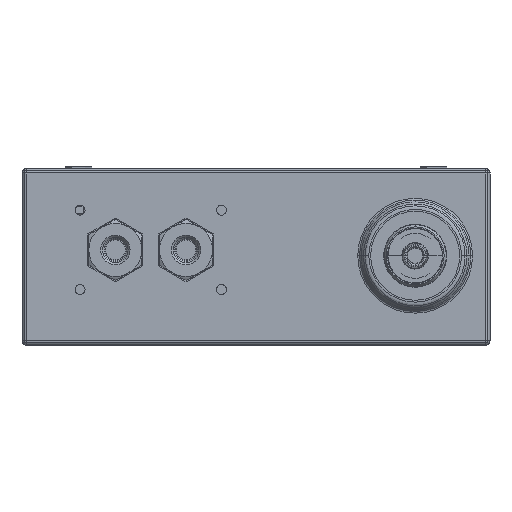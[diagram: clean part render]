
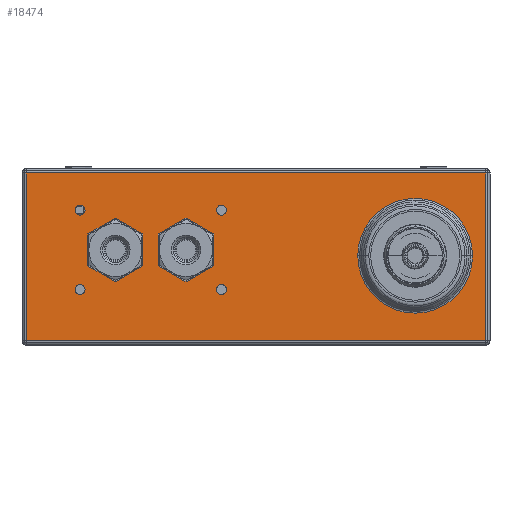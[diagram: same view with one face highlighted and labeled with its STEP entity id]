
A CAD part, front view. The second image highlights one B-rep face of the part: STEP entity #18474.
In plain terms, the highlighted planar face has unit normal (0, -1, 0).
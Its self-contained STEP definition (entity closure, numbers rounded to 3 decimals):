
#6695=DIRECTION('',(0.866,0.,-0.5));
#6696=VECTOR('',#6695,14.434);
#6697=CARTESIAN_POINT('',(-76.2,-200.,35.933));
#6698=LINE('',#6697,#6696);
#6699=DIRECTION('',(0.866,0.,0.5));
#6700=VECTOR('',#6699,14.434);
#6701=CARTESIAN_POINT('',(-63.7,-200.,28.716));
#6702=LINE('',#6701,#6700);
#6703=DIRECTION('',(0.,0.,1.));
#6704=VECTOR('',#6703,14.434);
#6705=CARTESIAN_POINT('',(-51.2,-200.,35.933));
#6706=LINE('',#6705,#6704);
#6707=DIRECTION('',(-0.866,0.,0.5));
#6708=VECTOR('',#6707,14.434);
#6709=CARTESIAN_POINT('',(-51.2,-200.,50.367));
#6710=LINE('',#6709,#6708);
#6711=DIRECTION('',(-0.866,0.,-0.5));
#6712=VECTOR('',#6711,14.434);
#6713=CARTESIAN_POINT('',(-63.7,-200.,57.584));
#6714=LINE('',#6713,#6712);
#6715=DIRECTION('',(0.,0.,-1.));
#6716=VECTOR('',#6715,14.434);
#6717=CARTESIAN_POINT('',(-76.2,-200.,50.367));
#6718=LINE('',#6717,#6716);
#6719=DIRECTION('',(0.866,0.,-0.5));
#6720=VECTOR('',#6719,14.434);
#6721=CARTESIAN_POINT('',(-44.2,-200.,35.933));
#6722=LINE('',#6721,#6720);
#6723=DIRECTION('',(0.866,0.,0.5));
#6724=VECTOR('',#6723,14.434);
#6725=CARTESIAN_POINT('',(-31.7,-200.,28.716));
#6726=LINE('',#6725,#6724);
#6727=DIRECTION('',(0.,0.,1.));
#6728=VECTOR('',#6727,14.434);
#6729=CARTESIAN_POINT('',(-19.2,-200.,35.933));
#6730=LINE('',#6729,#6728);
#6731=DIRECTION('',(-0.866,0.,0.5));
#6732=VECTOR('',#6731,14.434);
#6733=CARTESIAN_POINT('',(-19.2,-200.,50.367));
#6734=LINE('',#6733,#6732);
#6735=DIRECTION('',(-0.866,0.,-0.5));
#6736=VECTOR('',#6735,14.434);
#6737=CARTESIAN_POINT('',(-31.7,-200.,57.584));
#6738=LINE('',#6737,#6736);
#6739=DIRECTION('',(0.,0.,-1.));
#6740=VECTOR('',#6739,14.434);
#6741=CARTESIAN_POINT('',(-44.2,-200.,50.367));
#6742=LINE('',#6741,#6740);
#6743=CARTESIAN_POINT('',(-79.7,-200.,61.15));
#6744=DIRECTION('',(0.,1.,0.));
#6745=DIRECTION('',(-1.,0.,0.));
#6746=AXIS2_PLACEMENT_3D('',#6743,#6744,#6745);
#6748=CARTESIAN_POINT('',(-79.7,-200.,61.15));
#6749=DIRECTION('',(0.,1.,0.));
#6750=DIRECTION('',(1.,0.,0.));
#6751=AXIS2_PLACEMENT_3D('',#6748,#6749,#6750);
#6753=CARTESIAN_POINT('',(-15.7,-200.,61.15));
#6754=DIRECTION('',(0.,1.,0.));
#6755=DIRECTION('',(-1.,0.,0.));
#6756=AXIS2_PLACEMENT_3D('',#6753,#6754,#6755);
#6758=CARTESIAN_POINT('',(-15.7,-200.,61.15));
#6759=DIRECTION('',(0.,1.,0.));
#6760=DIRECTION('',(1.,0.,0.));
#6761=AXIS2_PLACEMENT_3D('',#6758,#6759,#6760);
#6763=CARTESIAN_POINT('',(-79.7,-200.,25.15));
#6764=DIRECTION('',(0.,1.,0.));
#6765=DIRECTION('',(-1.,0.,0.));
#6766=AXIS2_PLACEMENT_3D('',#6763,#6764,#6765);
#6768=CARTESIAN_POINT('',(-79.7,-200.,25.15));
#6769=DIRECTION('',(0.,1.,0.));
#6770=DIRECTION('',(1.,0.,0.));
#6771=AXIS2_PLACEMENT_3D('',#6768,#6769,#6770);
#6773=CARTESIAN_POINT('',(-15.7,-200.,25.15));
#6774=DIRECTION('',(0.,1.,0.));
#6775=DIRECTION('',(-1.,0.,0.));
#6776=AXIS2_PLACEMENT_3D('',#6773,#6774,#6775);
#6778=CARTESIAN_POINT('',(-15.7,-200.,25.15));
#6779=DIRECTION('',(0.,1.,0.));
#6780=DIRECTION('',(1.,0.,0.));
#6781=AXIS2_PLACEMENT_3D('',#6778,#6779,#6780);
#6783=CARTESIAN_POINT('',(72.1,-200.,40.5));
#6784=DIRECTION('',(0.,1.,0.));
#6785=DIRECTION('',(-1.,0.,0.));
#6786=AXIS2_PLACEMENT_3D('',#6783,#6784,#6785);
#6788=CARTESIAN_POINT('',(72.1,-200.,40.5));
#6789=DIRECTION('',(0.,1.,0.));
#6790=DIRECTION('',(1.,0.,0.));
#6791=AXIS2_PLACEMENT_3D('',#6788,#6789,#6790);
#6793=DIRECTION('',(-1.,0.,0.));
#6794=VECTOR('',#6793,208.);
#6795=CARTESIAN_POINT('',(104.,-200.,2.));
#6796=LINE('',#6795,#6794);
#6797=DIRECTION('',(0.,0.,-1.));
#6798=VECTOR('',#6797,76.);
#6799=CARTESIAN_POINT('',(-104.,-200.,78.));
#6800=LINE('',#6799,#6798);
#6801=DIRECTION('',(1.,0.,0.));
#6802=VECTOR('',#6801,208.);
#6803=CARTESIAN_POINT('',(-104.,-200.,78.));
#6804=LINE('',#6803,#6802);
#6805=DIRECTION('',(0.,0.,-1.));
#6806=VECTOR('',#6805,76.);
#6807=CARTESIAN_POINT('',(104.,-200.,78.));
#6808=LINE('',#6807,#6806);
#9059=CARTESIAN_POINT('',(-76.2,-200.,35.933));
#9061=VERTEX_POINT('',#9059);
#9063=CARTESIAN_POINT('',(-63.7,-200.,28.716));
#9065=VERTEX_POINT('',#9063);
#9067=CARTESIAN_POINT('',(-51.2,-200.,35.933));
#9069=VERTEX_POINT('',#9067);
#9071=CARTESIAN_POINT('',(-51.2,-200.,50.367));
#9073=VERTEX_POINT('',#9071);
#9075=CARTESIAN_POINT('',(-63.7,-200.,57.584));
#9077=VERTEX_POINT('',#9075);
#9079=CARTESIAN_POINT('',(-76.2,-200.,50.367));
#9081=VERTEX_POINT('',#9079);
#9083=CARTESIAN_POINT('',(-44.2,-200.,35.933));
#9085=VERTEX_POINT('',#9083);
#9087=CARTESIAN_POINT('',(-31.7,-200.,28.716));
#9089=VERTEX_POINT('',#9087);
#9091=CARTESIAN_POINT('',(-19.2,-200.,35.933));
#9093=VERTEX_POINT('',#9091);
#9095=CARTESIAN_POINT('',(-19.2,-200.,50.367));
#9097=VERTEX_POINT('',#9095);
#9099=CARTESIAN_POINT('',(-31.7,-200.,57.584));
#9101=VERTEX_POINT('',#9099);
#9103=CARTESIAN_POINT('',(-44.2,-200.,50.367));
#9105=VERTEX_POINT('',#9103);
#9107=CARTESIAN_POINT('',(-81.95,-200.,61.15));
#9109=VERTEX_POINT('',#9107);
#9111=CARTESIAN_POINT('',(-77.45,-200.,61.15));
#9113=VERTEX_POINT('',#9111);
#9115=CARTESIAN_POINT('',(-17.95,-200.,61.15));
#9117=VERTEX_POINT('',#9115);
#9119=CARTESIAN_POINT('',(-13.45,-200.,61.15));
#9121=VERTEX_POINT('',#9119);
#9123=CARTESIAN_POINT('',(-81.95,-200.,25.15));
#9125=VERTEX_POINT('',#9123);
#9127=CARTESIAN_POINT('',(-77.45,-200.,25.15));
#9129=VERTEX_POINT('',#9127);
#9131=CARTESIAN_POINT('',(-17.95,-200.,25.15));
#9133=VERTEX_POINT('',#9131);
#9135=CARTESIAN_POINT('',(-13.45,-200.,25.15));
#9137=VERTEX_POINT('',#9135);
#9201=CARTESIAN_POINT('',(104.,-200.,2.));
#9202=VERTEX_POINT('',#9201);
#9203=CARTESIAN_POINT('',(-104.,-200.,2.));
#9204=VERTEX_POINT('',#9203);
#9217=CARTESIAN_POINT('',(-104.,-200.,78.));
#9218=VERTEX_POINT('',#9217);
#9221=CARTESIAN_POINT('',(104.,-200.,78.));
#9222=VERTEX_POINT('',#9221);
#9255=CARTESIAN_POINT('',(46.1,-200.,40.5));
#9256=CARTESIAN_POINT('',(98.1,-200.,40.5));
#9257=VERTEX_POINT('',#9255);
#9258=VERTEX_POINT('',#9256);
#18402=CARTESIAN_POINT('',(-106.,-200.,0.));
#18403=DIRECTION('',(0.,-1.,0.));
#18404=DIRECTION('',(1.,0.,0.));
#18405=AXIS2_PLACEMENT_3D('',#18402,#18403,#18404);
#18406=PLANE('',#18405);
#18408=ORIENTED_EDGE('',*,*,#18407,.T.);
#18410=ORIENTED_EDGE('',*,*,#18409,.F.);
#18412=ORIENTED_EDGE('',*,*,#18411,.T.);
#18413=ORIENTED_EDGE('',*,*,#18393,.T.);
#18414=EDGE_LOOP('',(#18408,#18410,#18412,#18413));
#18415=FACE_OUTER_BOUND('',#18414,.F.);
#18417=ORIENTED_EDGE('',*,*,#18416,.T.);
#18419=ORIENTED_EDGE('',*,*,#18418,.T.);
#18421=ORIENTED_EDGE('',*,*,#18420,.T.);
#18423=ORIENTED_EDGE('',*,*,#18422,.T.);
#18425=ORIENTED_EDGE('',*,*,#18424,.T.);
#18427=ORIENTED_EDGE('',*,*,#18426,.T.);
#18428=EDGE_LOOP('',(#18417,#18419,#18421,#18423,#18425,#18427));
#18429=FACE_BOUND('',#18428,.F.);
#18431=ORIENTED_EDGE('',*,*,#18430,.F.);
#18433=ORIENTED_EDGE('',*,*,#18432,.F.);
#18434=EDGE_LOOP('',(#18431,#18433));
#18435=FACE_BOUND('',#18434,.F.);
#18437=ORIENTED_EDGE('',*,*,#18436,.F.);
#18439=ORIENTED_EDGE('',*,*,#18438,.F.);
#18440=EDGE_LOOP('',(#18437,#18439));
#18441=FACE_BOUND('',#18440,.F.);
#18443=ORIENTED_EDGE('',*,*,#18442,.F.);
#18445=ORIENTED_EDGE('',*,*,#18444,.F.);
#18446=EDGE_LOOP('',(#18443,#18445));
#18447=FACE_BOUND('',#18446,.F.);
#18449=ORIENTED_EDGE('',*,*,#18448,.F.);
#18451=ORIENTED_EDGE('',*,*,#18450,.F.);
#18452=EDGE_LOOP('',(#18449,#18451));
#18453=FACE_BOUND('',#18452,.F.);
#18455=ORIENTED_EDGE('',*,*,#18454,.F.);
#18457=ORIENTED_EDGE('',*,*,#18456,.F.);
#18458=EDGE_LOOP('',(#18455,#18457));
#18459=FACE_BOUND('',#18458,.F.);
#18461=ORIENTED_EDGE('',*,*,#18460,.T.);
#18463=ORIENTED_EDGE('',*,*,#18462,.T.);
#18465=ORIENTED_EDGE('',*,*,#18464,.T.);
#18467=ORIENTED_EDGE('',*,*,#18466,.T.);
#18469=ORIENTED_EDGE('',*,*,#18468,.T.);
#18471=ORIENTED_EDGE('',*,*,#18470,.T.);
#18472=EDGE_LOOP('',(#18461,#18463,#18465,#18467,#18469,#18471));
#18473=FACE_BOUND('',#18472,.F.);
#18474=ADVANCED_FACE('',(#18415,#18429,#18435,#18441,#18447,#18453,#18459,
#18473),#18406,.T.);
#6747=CIRCLE('',#6746,2.25);
#6752=CIRCLE('',#6751,2.25);
#6757=CIRCLE('',#6756,2.25);
#6762=CIRCLE('',#6761,2.25);
#6767=CIRCLE('',#6766,2.25);
#6772=CIRCLE('',#6771,2.25);
#6777=CIRCLE('',#6776,2.25);
#6782=CIRCLE('',#6781,2.25);
#6787=CIRCLE('',#6786,26.);
#6792=CIRCLE('',#6791,26.);
#18393=EDGE_CURVE('',#9222,#9202,#6808,.T.);
#18407=EDGE_CURVE('',#9202,#9204,#6796,.T.);
#18409=EDGE_CURVE('',#9218,#9204,#6800,.T.);
#18411=EDGE_CURVE('',#9218,#9222,#6804,.T.);
#18416=EDGE_CURVE('',#9085,#9089,#6722,.T.);
#18418=EDGE_CURVE('',#9089,#9093,#6726,.T.);
#18420=EDGE_CURVE('',#9093,#9097,#6730,.T.);
#18422=EDGE_CURVE('',#9097,#9101,#6734,.T.);
#18424=EDGE_CURVE('',#9101,#9105,#6738,.T.);
#18426=EDGE_CURVE('',#9105,#9085,#6742,.T.);
#18430=EDGE_CURVE('',#9109,#9113,#6747,.T.);
#18432=EDGE_CURVE('',#9113,#9109,#6752,.T.);
#18436=EDGE_CURVE('',#9117,#9121,#6757,.T.);
#18438=EDGE_CURVE('',#9121,#9117,#6762,.T.);
#18442=EDGE_CURVE('',#9125,#9129,#6767,.T.);
#18444=EDGE_CURVE('',#9129,#9125,#6772,.T.);
#18448=EDGE_CURVE('',#9133,#9137,#6777,.T.);
#18450=EDGE_CURVE('',#9137,#9133,#6782,.T.);
#18454=EDGE_CURVE('',#9257,#9258,#6787,.T.);
#18456=EDGE_CURVE('',#9258,#9257,#6792,.T.);
#18460=EDGE_CURVE('',#9061,#9065,#6698,.T.);
#18462=EDGE_CURVE('',#9065,#9069,#6702,.T.);
#18464=EDGE_CURVE('',#9069,#9073,#6706,.T.);
#18466=EDGE_CURVE('',#9073,#9077,#6710,.T.);
#18468=EDGE_CURVE('',#9077,#9081,#6714,.T.);
#18470=EDGE_CURVE('',#9081,#9061,#6718,.T.);
